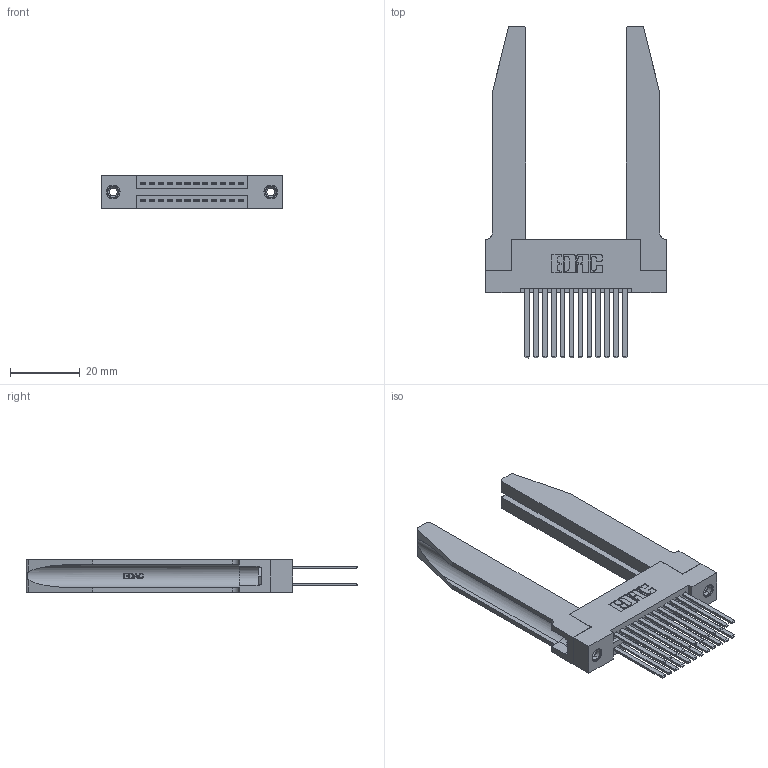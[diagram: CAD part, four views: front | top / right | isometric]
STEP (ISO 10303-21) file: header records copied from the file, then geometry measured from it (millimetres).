
FILE_DESCRIPTION (( 'STEP AP203' ), '1' );
FILE_NAME ('345-024-544-278.STEP', '2019-10-27T17:22:03', ( '' ), ( '' ), 'SwSTEP 2.0', 'SolidWorks 2016', '' );
FILE_SCHEMA (( 'CONFIG_CONTROL_DESIGN' ));
Length unit declared in the file: inch
Products named in the file (5): 345-292-001_345-293-144; 345-024-544-278; 345-220-078_345-220-078; 345 Part_Flush Mounting Lugs - 0.156 Dia-TH; 345-250-001_345-250-001-102
Assembly tree (29 placements, depth 2):
  345-024-544-278
    345 Part_Flush Mounting Lugs - 0.156 Dia-TH
    345-292-001_345-293-144  x24
    345-250-001_345-250-001-102  x2
    345-220-078_345-220-078  x2
Bounding box: 51.71 x 94.92 x 9.4 mm (x, y, z)
Volume: 12852 mm3; surface area: 14754.9 mm2
Topology: 29 solids, 29 shells, 1416 faces, 4093 edges, 2686 vertices
Faces by surface type: plane 918, cylinder 446, bspline 36, cone 12, torus 4
Entity records: 18010 total; most frequent: CARTESIAN_POINT 3963, ORIENTED_EDGE 2794, DIRECTION 2523, EDGE_CURVE 1397, VECTOR 1127, LINE 1127, VERTEX_POINT 924, AXIS2_PLACEMENT_3D 698
